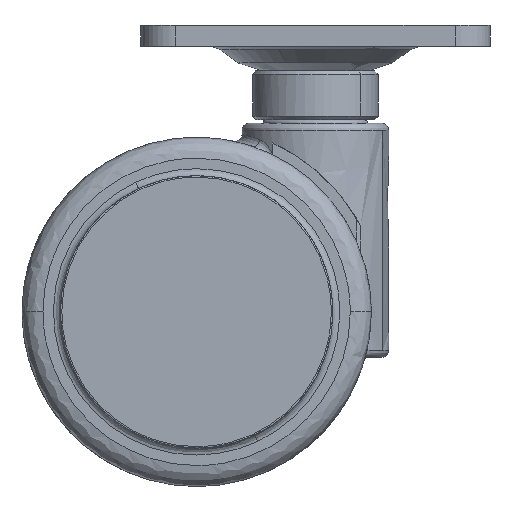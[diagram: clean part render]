
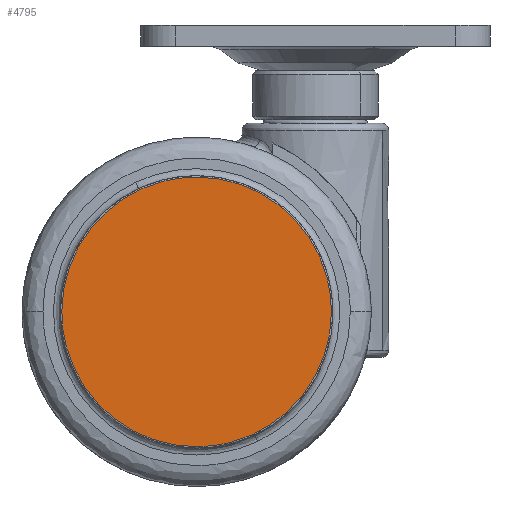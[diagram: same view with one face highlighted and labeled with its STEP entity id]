
A CAD part, front view. The second image highlights one B-rep face of the part: STEP entity #4795.
In plain terms, the highlighted free-form (B-spline) face has degree [1, 1] with [2, 2] control points.
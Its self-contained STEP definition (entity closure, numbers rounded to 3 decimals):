
#4646=CARTESIAN_POINT('',(-19.3,-21.6,0.));
#4647=VERTEX_POINT('',#4646);
#4658=CARTESIAN_POINT('',(0.0,-21.6,19.3));
#4659=VERTEX_POINT('',#4658);
#4660=CARTESIAN_POINT('',(-19.3,-21.6,0.));
#4661=CARTESIAN_POINT('',(-19.3,-21.6,0.987));
#4662=CARTESIAN_POINT('',(-19.139,-21.6,3.079));
#4663=CARTESIAN_POINT('',(-18.397,-21.6,6.12));
#4664=CARTESIAN_POINT('',(-17.087,-21.6,9.177));
#4665=CARTESIAN_POINT('',(-15.314,-21.6,11.902));
#4666=CARTESIAN_POINT('',(-12.969,-21.6,14.426));
#4667=CARTESIAN_POINT('',(-10.502,-21.6,16.291));
#4668=CARTESIAN_POINT('',(-8.161,-21.6,17.533));
#4669=CARTESIAN_POINT('',(-6.104,-21.6,18.349));
#4670=CARTESIAN_POINT('',(-3.474,-21.6,19.077));
#4671=CARTESIAN_POINT('',(-1.342,-21.6,19.3));
#4672=CARTESIAN_POINT('',(0.0,-21.6,19.3));
#4673=B_SPLINE_CURVE_WITH_KNOTS('',3,(#4660,#4661,#4662,#4663,#4664,#4665,#4666,#4667,#4668,#4669,#4670,#4671,#4672),.UNSPECIFIED.,.F.,.U.,(4,1,1,1,1,1,1,1,1,1,4),(0.,2.961,6.276,9.355,12.908,15.987,19.658,22.145,23.922,26.29,30.316),.UNSPECIFIED.);
#4674=EDGE_CURVE('',#4647,#4659,#4673,.T.);
#4676=CARTESIAN_POINT('',(19.3,-21.6,0.));
#4677=VERTEX_POINT('',#4676);
#4678=CARTESIAN_POINT('',(0.0,-21.6,19.3));
#4679=CARTESIAN_POINT('',(1.263,-21.6,19.3));
#4680=CARTESIAN_POINT('',(3.158,-21.6,19.113));
#4681=CARTESIAN_POINT('',(5.88,-21.6,18.431));
#4682=CARTESIAN_POINT('',(7.839,-21.6,17.683));
#4683=CARTESIAN_POINT('',(9.978,-21.6,16.573));
#4684=CARTESIAN_POINT('',(12.207,-21.6,15.064));
#4685=CARTESIAN_POINT('',(14.332,-21.6,13.041));
#4686=CARTESIAN_POINT('',(15.877,-21.6,11.036));
#4687=CARTESIAN_POINT('',(16.954,-21.6,9.287));
#4688=CARTESIAN_POINT('',(17.873,-21.6,7.404));
#4689=CARTESIAN_POINT('',(18.678,-21.6,5.087));
#4690=CARTESIAN_POINT('',(19.188,-21.6,2.566));
#4691=CARTESIAN_POINT('',(19.3,-21.6,0.829));
#4692=CARTESIAN_POINT('',(19.3,-21.6,0.));
#4693=B_SPLINE_CURVE_WITH_KNOTS('',3,(#4678,#4679,#4680,#4681,#4682,#4683,#4684,#4685,#4686,#4687,#4688,#4689,#4690,#4691,#4692),.UNSPECIFIED.,.F.,.U.,(4,1,1,1,1,1,1,1,1,1,1,1,4),(0.,3.79,5.684,8.408,10.066,12.908,16.461,18.829,20.487,22.619,25.106,27.83,30.316),.UNSPECIFIED.);
#4694=EDGE_CURVE('',#4659,#4677,#4693,.T.);
#4743=CARTESIAN_POINT('',(0.0,-21.6,-19.3));
#4744=VERTEX_POINT('',#4743);
#4745=CARTESIAN_POINT('',(19.3,-21.6,0.));
#4746=CARTESIAN_POINT('',(19.3,-21.6,-0.789));
#4747=CARTESIAN_POINT('',(19.201,-21.6,-2.408));
#4748=CARTESIAN_POINT('',(18.811,-21.6,-4.468));
#4749=CARTESIAN_POINT('',(18.204,-21.6,-6.513));
#4750=CARTESIAN_POINT('',(17.257,-21.6,-8.818));
#4751=CARTESIAN_POINT('',(15.693,-21.6,-11.393));
#4752=CARTESIAN_POINT('',(13.824,-21.6,-13.545));
#4753=CARTESIAN_POINT('',(12.052,-21.6,-15.122));
#4754=CARTESIAN_POINT('',(10.411,-21.6,-16.293));
#4755=CARTESIAN_POINT('',(8.313,-21.6,-17.481));
#4756=CARTESIAN_POINT('',(5.926,-21.6,-18.445));
#4757=CARTESIAN_POINT('',(3.,-21.6,-19.139));
#4758=CARTESIAN_POINT('',(1.066,-21.6,-19.3));
#4759=CARTESIAN_POINT('',(0.0,-21.6,-19.3));
#4760=B_SPLINE_CURVE_WITH_KNOTS('',3,(#4745,#4746,#4747,#4748,#4749,#4750,#4751,#4752,#4753,#4754,#4755,#4756,#4757,#4758,#4759),.UNSPECIFIED.,.F.,.U.,(4,1,1,1,1,1,1,1,1,1,1,1,4),(0.,2.368,4.855,6.276,8.763,12.316,15.277,17.29,19.421,21.316,24.514,27.119,30.316),.UNSPECIFIED.);
#4761=EDGE_CURVE('',#4677,#4744,#4760,.T.);
#4763=CARTESIAN_POINT('',(0.0,-21.6,-19.3));
#4764=CARTESIAN_POINT('',(-1.263,-21.6,-19.3));
#4765=CARTESIAN_POINT('',(-3.039,-21.6,-19.125));
#4766=CARTESIAN_POINT('',(-5.882,-21.6,-18.441));
#4767=CARTESIAN_POINT('',(-8.288,-21.6,-17.521));
#4768=CARTESIAN_POINT('',(-10.788,-21.6,-16.074));
#4769=CARTESIAN_POINT('',(-12.601,-21.6,-14.668));
#4770=CARTESIAN_POINT('',(-14.223,-21.6,-13.105));
#4771=CARTESIAN_POINT('',(-15.715,-21.6,-11.31));
#4772=CARTESIAN_POINT('',(-16.946,-21.6,-9.326));
#4773=CARTESIAN_POINT('',(-18.061,-21.6,-6.969));
#4774=CARTESIAN_POINT('',(-19.015,-21.6,-3.987));
#4775=CARTESIAN_POINT('',(-19.3,-21.6,-1.421));
#4776=CARTESIAN_POINT('',(-19.3,-21.6,0.));
#4777=B_SPLINE_CURVE_WITH_KNOTS('',3,(#4763,#4764,#4765,#4766,#4767,#4768,#4769,#4770,#4771,#4772,#4773,#4774,#4775,#4776),.UNSPECIFIED.,.F.,.U.,(4,1,1,1,1,1,1,1,1,1,1,4),(0.,3.79,5.329,8.763,11.487,13.974,15.632,18.237,20.961,22.619,26.053,30.316),.UNSPECIFIED.);
#4778=EDGE_CURVE('',#4744,#4647,#4777,.T.);
#4784=CARTESIAN_POINT('',(-21.228,-21.6,-21.228));
#4785=CARTESIAN_POINT('',(-21.228,-21.6,21.228));
#4786=CARTESIAN_POINT('',(21.228,-21.6,-21.228));
#4787=CARTESIAN_POINT('',(21.228,-21.6,21.228));
#4788=B_SPLINE_SURFACE_WITH_KNOTS('',1,1,((#4784,#4786),(#4785,#4787)),.UNSPECIFIED.,.F.,.F.,.U.,(2,2),(2,2),(0.0,42.456),(0.0,42.456),.UNSPECIFIED.);
#4789=ORIENTED_EDGE('',*,*,#4674,.F.);
#4790=ORIENTED_EDGE('',*,*,#4778,.F.);
#4791=ORIENTED_EDGE('',*,*,#4761,.F.);
#4792=ORIENTED_EDGE('',*,*,#4694,.F.);
#4793=EDGE_LOOP('',(#4789,#4790,#4791,#4792));
#4794=FACE_OUTER_BOUND('',#4793,.T.);
#4795=ADVANCED_FACE('',(#4794),#4788,.F.);
